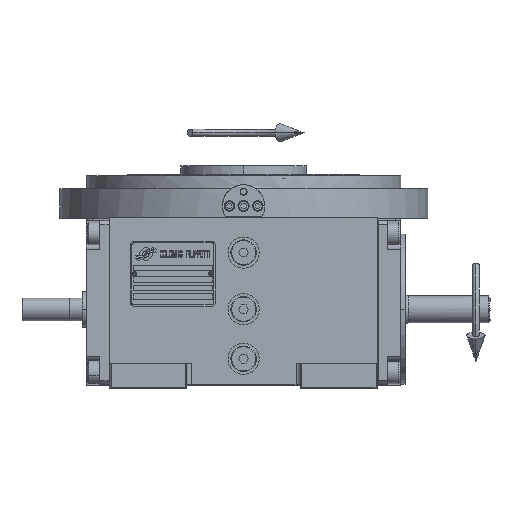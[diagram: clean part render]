
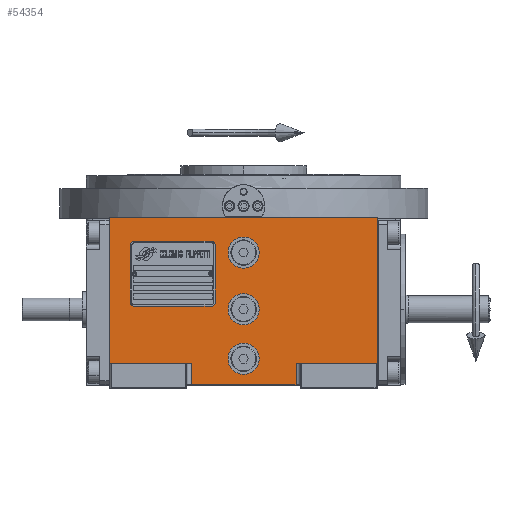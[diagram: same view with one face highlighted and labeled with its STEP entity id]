
A CAD part, top view. The second image highlights one B-rep face of the part: STEP entity #54354.
In plain terms, the highlighted planar face has unit normal (0, 0, 1).
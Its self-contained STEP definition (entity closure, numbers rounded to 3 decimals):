
#426 = VERTEX_POINT ( 'NONE', #10630 ) ;
#759 = DIRECTION ( 'NONE',  ( 1., 0., 0. ) ) ;
#890 = CARTESIAN_POINT ( 'NONE',  ( -11., -35., 163.5 ) ) ;
#1071 = CARTESIAN_POINT ( 'NONE',  ( 0., 0., 163.5 ) ) ;
#1458 = EDGE_LOOP ( 'NONE', ( #47008, #66934, #5200, #48067, #39911, #16948, #19036, #46873 ) ) ;
#1460 = CARTESIAN_POINT ( 'NONE',  ( 0., 0., 163.5 ) ) ;
#2727 = AXIS2_PLACEMENT_3D ( 'NONE', #43831, #27728, #54341 ) ;
#3369 = VECTOR ( 'NONE', #11337, 1000. ) ;
#4765 = DIRECTION ( 'NONE',  ( 1., 0., 0. ) ) ;
#5200 = ORIENTED_EDGE ( 'NONE', *, *, #15096, .T. ) ;
#6113 = CIRCLE ( 'NONE', #31857, 11. ) ;
#6287 = CIRCLE ( 'NONE', #13044, 11. ) ;
#6807 = DIRECTION ( 'NONE',  ( 1., 0., 0. ) ) ;
#7512 = ORIENTED_EDGE ( 'NONE', *, *, #30692, .F. ) ;
#7708 = EDGE_CURVE ( 'NONE', #32400, #25734, #41673, .T. ) ;
#8489 = CIRCLE ( 'NONE', #25289, 11. ) ;
#8591 = VERTEX_POINT ( 'NONE', #52287 ) ;
#8617 = DIRECTION ( 'NONE',  ( 0., 0., 1. ) ) ;
#9107 = DIRECTION ( 'NONE',  ( 0., 1., 0. ) ) ;
#9558 = AXIS2_PLACEMENT_3D ( 'NONE', #40937, #29736, #36019 ) ;
#10630 = CARTESIAN_POINT ( 'NONE',  ( 37., -38.5, 163.5 ) ) ;
#11337 = DIRECTION ( 'NONE',  ( 1., 0., 0. ) ) ;
#11748 = EDGE_CURVE ( 'NONE', #16793, #60650, #36115, .T. ) ;
#12061 = VECTOR ( 'NONE', #58336, 1000. ) ;
#12416 = FACE_BOUND ( 'NONE', #14923, .T. ) ;
#12914 = CIRCLE ( 'NONE', #9558, 11. ) ;
#13044 = AXIS2_PLACEMENT_3D ( 'NONE', #56620, #8617, #29990 ) ;
#13253 = CARTESIAN_POINT ( 'NONE',  ( 94.5, -38.5, 163.5 ) ) ;
#13316 = EDGE_CURVE ( 'NONE', #426, #35457, #60496, .T. ) ;
#13710 = AXIS2_PLACEMENT_3D ( 'NONE', #64569, #48741, #759 ) ;
#13794 = LINE ( 'NONE', #33790, #14103 ) ;
#14020 = CARTESIAN_POINT ( 'NONE',  ( -11., 40., 163.5 ) ) ;
#14103 = VECTOR ( 'NONE', #49531, 1000. ) ;
#14783 = EDGE_CURVE ( 'NONE', #8591, #66463, #12914, .T. ) ;
#14923 = EDGE_LOOP ( 'NONE', ( #68734, #50588 ) ) ;
#15096 = EDGE_CURVE ( 'NONE', #426, #32400, #13794, .T. ) ;
#15392 = CARTESIAN_POINT ( 'NONE',  ( 94.5, -38.5, 163.5 ) ) ;
#15964 = VERTEX_POINT ( 'NONE', #23117 ) ;
#16459 = CARTESIAN_POINT ( 'NONE',  ( -94.5, -38.5, 163.5 ) ) ;
#16793 = VERTEX_POINT ( 'NONE', #25773 ) ;
#16948 = ORIENTED_EDGE ( 'NONE', *, *, #22328, .F. ) ;
#17199 = VECTOR ( 'NONE', #37481, 1000. ) ;
#18205 = DIRECTION ( 'NONE',  ( 0., 0., 1. ) ) ;
#19036 = ORIENTED_EDGE ( 'NONE', *, *, #62514, .T. ) ;
#19788 = EDGE_CURVE ( 'NONE', #31207, #25734, #24732, .T. ) ;
#21354 = CARTESIAN_POINT ( 'NONE',  ( 37., -53.5, 163.5 ) ) ;
#21480 = DIRECTION ( 'NONE',  ( 1., 0., 0. ) ) ;
#22328 = EDGE_CURVE ( 'NONE', #24716, #31207, #53600, .T. ) ;
#22914 = DIRECTION ( 'NONE',  ( 0., 0., 1. ) ) ;
#23117 = CARTESIAN_POINT ( 'NONE',  ( -11., 0., 163.5 ) ) ;
#23878 = EDGE_CURVE ( 'NONE', #68998, #15964, #6113, .T. ) ;
#24317 = VERTEX_POINT ( 'NONE', #53617 ) ;
#24716 = VERTEX_POINT ( 'NONE', #60111 ) ;
#24732 = LINE ( 'NONE', #68568, #36758 ) ;
#25289 = AXIS2_PLACEMENT_3D ( 'NONE', #1071, #18205, #60976 ) ;
#25734 = VERTEX_POINT ( 'NONE', #39221 ) ;
#25773 = CARTESIAN_POINT ( 'NONE',  ( 11., 40., 163.5 ) ) ;
#27728 = DIRECTION ( 'NONE',  ( 0., 0., 1. ) ) ;
#29205 = FACE_OUTER_BOUND ( 'NONE', #1458, .T. ) ;
#29736 = DIRECTION ( 'NONE',  ( 0., 0., 1. ) ) ;
#29990 = DIRECTION ( 'NONE',  ( -1., 0., 0. ) ) ;
#30692 = EDGE_CURVE ( 'NONE', #15964, #68998, #8489, .T. ) ;
#31207 = VERTEX_POINT ( 'NONE', #45102 ) ;
#31857 = AXIS2_PLACEMENT_3D ( 'NONE', #1460, #48432, #21480 ) ;
#32400 = VERTEX_POINT ( 'NONE', #13253 ) ;
#33770 = CARTESIAN_POINT ( 'NONE',  ( -94.5, -53.5, 163.5 ) ) ;
#33790 = CARTESIAN_POINT ( 'NONE',  ( 37., -38.5, 163.5 ) ) ;
#33818 = EDGE_CURVE ( 'NONE', #60650, #16793, #65410, .T. ) ;
#35457 = VERTEX_POINT ( 'NONE', #21354 ) ;
#36019 = DIRECTION ( 'NONE',  ( 1., 0., 0. ) ) ;
#36115 = CIRCLE ( 'NONE', #13710, 11. ) ;
#36758 = VECTOR ( 'NONE', #4765, 1000. ) ;
#36960 = CARTESIAN_POINT ( 'NONE',  ( -94.5, -38.5, 163.5 ) ) ;
#37481 = DIRECTION ( 'NONE',  ( 0., 1., 0. ) ) ;
#38633 = LINE ( 'NONE', #53366, #3369 ) ;
#39221 = CARTESIAN_POINT ( 'NONE',  ( 94.5, 64.5, 163.5 ) ) ;
#39911 = ORIENTED_EDGE ( 'NONE', *, *, #19788, .F. ) ;
#40148 = DIRECTION ( 'NONE',  ( 0., -1., 0. ) ) ;
#40287 = CARTESIAN_POINT ( 'NONE',  ( 11., 0., 163.5 ) ) ;
#40387 = ORIENTED_EDGE ( 'NONE', *, *, #14783, .F. ) ;
#40937 = CARTESIAN_POINT ( 'NONE',  ( 0., -35., 163.5 ) ) ;
#41673 = LINE ( 'NONE', #15392, #57527 ) ;
#42219 = LINE ( 'NONE', #36960, #12061 ) ;
#43831 = CARTESIAN_POINT ( 'NONE',  ( 0., 40., 163.5 ) ) ;
#45102 = CARTESIAN_POINT ( 'NONE',  ( -94.5, 64.5, 163.5 ) ) ;
#46873 = ORIENTED_EDGE ( 'NONE', *, *, #55041, .F. ) ;
#47008 = ORIENTED_EDGE ( 'NONE', *, *, #65654, .T. ) ;
#47226 = ORIENTED_EDGE ( 'NONE', *, *, #23878, .F. ) ;
#47442 = VECTOR ( 'NONE', #40148, 1000. ) ;
#48067 = ORIENTED_EDGE ( 'NONE', *, *, #7708, .T. ) ;
#48432 = DIRECTION ( 'NONE',  ( 0., 0., 1. ) ) ;
#48741 = DIRECTION ( 'NONE',  ( 0., 0., 1. ) ) ;
#49182 = FACE_BOUND ( 'NONE', #63844, .T. ) ;
#49531 = DIRECTION ( 'NONE',  ( 1., 0., 0. ) ) ;
#49603 = CARTESIAN_POINT ( 'NONE',  ( 37., -38.5, 163.5 ) ) ;
#49637 = VERTEX_POINT ( 'NONE', #63858 ) ;
#50260 = EDGE_LOOP ( 'NONE', ( #40387, #67224 ) ) ;
#50588 = ORIENTED_EDGE ( 'NONE', *, *, #33818, .F. ) ;
#51168 = CARTESIAN_POINT ( 'NONE',  ( -37., -53.5, 163.5 ) ) ;
#52287 = CARTESIAN_POINT ( 'NONE',  ( 11., -35., 163.5 ) ) ;
#53366 = CARTESIAN_POINT ( 'NONE',  ( -37., -53.5, 163.5 ) ) ;
#53600 = LINE ( 'NONE', #16459, #17199 ) ;
#53617 = CARTESIAN_POINT ( 'NONE',  ( -37., -38.5, 163.5 ) ) ;
#54341 = DIRECTION ( 'NONE',  ( -1., 0., 0. ) ) ;
#54354 = ADVANCED_FACE ( 'NONE', ( #49182, #60408, #12416, #29205 ), #66728, .T. ) ;
#55041 = EDGE_CURVE ( 'NONE', #49637, #24317, #67689, .T. ) ;
#55925 = EDGE_CURVE ( 'NONE', #66463, #8591, #6287, .T. ) ;
#56620 = CARTESIAN_POINT ( 'NONE',  ( 0., -35., 163.5 ) ) ;
#57527 = VECTOR ( 'NONE', #9107, 1000. ) ;
#58336 = DIRECTION ( 'NONE',  ( 1., 0., 0. ) ) ;
#60111 = CARTESIAN_POINT ( 'NONE',  ( -94.5, -38.5, 163.5 ) ) ;
#60408 = FACE_BOUND ( 'NONE', #50260, .T. ) ;
#60496 = LINE ( 'NONE', #49603, #47442 ) ;
#60650 = VERTEX_POINT ( 'NONE', #14020 ) ;
#60976 = DIRECTION ( 'NONE',  ( -1., 0., 0. ) ) ;
#62405 = DIRECTION ( 'NONE',  ( 0., 1., 0. ) ) ;
#62514 = EDGE_CURVE ( 'NONE', #24716, #24317, #42219, .T. ) ;
#63844 = EDGE_LOOP ( 'NONE', ( #47226, #7512 ) ) ;
#63858 = CARTESIAN_POINT ( 'NONE',  ( -37., -53.5, 163.5 ) ) ;
#64569 = CARTESIAN_POINT ( 'NONE',  ( 0., 40., 163.5 ) ) ;
#65410 = CIRCLE ( 'NONE', #2727, 11. ) ;
#65654 = EDGE_CURVE ( 'NONE', #49637, #35457, #38633, .T. ) ;
#66463 = VERTEX_POINT ( 'NONE', #890 ) ;
#66728 = PLANE ( 'NONE',  #67840 ) ;
#66934 = ORIENTED_EDGE ( 'NONE', *, *, #13316, .F. ) ;
#67224 = ORIENTED_EDGE ( 'NONE', *, *, #55925, .F. ) ;
#67689 = LINE ( 'NONE', #51168, #67792 ) ;
#67792 = VECTOR ( 'NONE', #62405, 1000. ) ;
#67840 = AXIS2_PLACEMENT_3D ( 'NONE', #33770, #22914, #6807 ) ;
#68568 = CARTESIAN_POINT ( 'NONE',  ( -94.5, 64.5, 163.5 ) ) ;
#68734 = ORIENTED_EDGE ( 'NONE', *, *, #11748, .F. ) ;
#68998 = VERTEX_POINT ( 'NONE', #40287 ) ;
